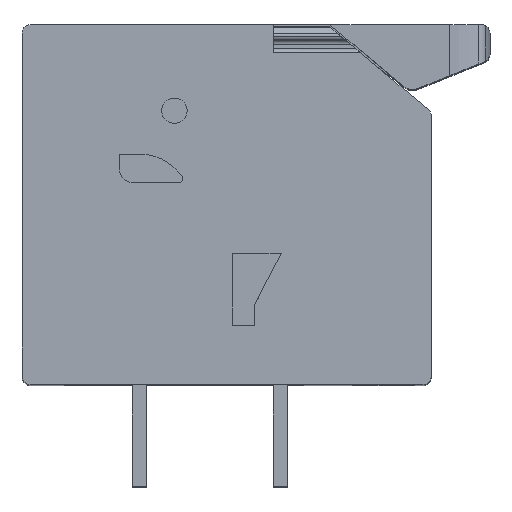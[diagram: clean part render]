
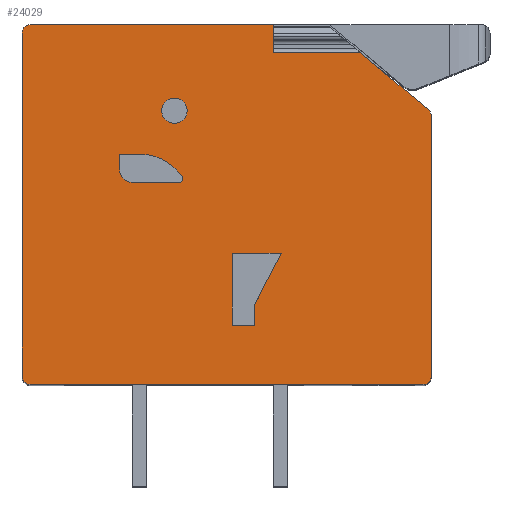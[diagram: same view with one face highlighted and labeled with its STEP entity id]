
A CAD part, top view. The second image highlights one B-rep face of the part: STEP entity #24029.
In plain terms, the highlighted planar face has unit normal (0, 0, 1).
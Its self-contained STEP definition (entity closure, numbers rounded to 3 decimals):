
#555=CIRCLE('',#24994,1.6);
#556=CIRCLE('',#24995,0.15);
#557=CIRCLE('',#24996,0.5);
#558=CIRCLE('',#24997,0.45);
#559=CIRCLE('',#24998,0.3);
#560=CIRCLE('',#24999,0.3);
#561=CIRCLE('',#25000,0.3);
#562=CIRCLE('',#25001,0.3);
#1160=ORIENTED_EDGE('',*,*,#6484,.F.);
#1161=ORIENTED_EDGE('',*,*,#6485,.F.);
#1162=ORIENTED_EDGE('',*,*,#6486,.F.);
#1163=ORIENTED_EDGE('',*,*,#6487,.F.);
#1164=ORIENTED_EDGE('',*,*,#6488,.F.);
#1165=ORIENTED_EDGE('',*,*,#6489,.F.);
#1166=ORIENTED_EDGE('',*,*,#6490,.F.);
#1167=ORIENTED_EDGE('',*,*,#6491,.F.);
#1168=ORIENTED_EDGE('',*,*,#6492,.F.);
#1169=ORIENTED_EDGE('',*,*,#6493,.T.);
#1170=ORIENTED_EDGE('',*,*,#6494,.T.);
#1171=ORIENTED_EDGE('',*,*,#6495,.T.);
#1172=ORIENTED_EDGE('',*,*,#6496,.F.);
#1173=ORIENTED_EDGE('',*,*,#6497,.T.);
#1174=ORIENTED_EDGE('',*,*,#6498,.T.);
#1175=ORIENTED_EDGE('',*,*,#6499,.T.);
#1176=ORIENTED_EDGE('',*,*,#6500,.T.);
#1177=ORIENTED_EDGE('',*,*,#6501,.T.);
#1178=ORIENTED_EDGE('',*,*,#6502,.T.);
#1179=ORIENTED_EDGE('',*,*,#6503,.T.);
#1180=ORIENTED_EDGE('',*,*,#6504,.T.);
#1181=ORIENTED_EDGE('',*,*,#6505,.T.);
#1182=ORIENTED_EDGE('',*,*,#6506,.T.);
#1183=ORIENTED_EDGE('',*,*,#6507,.F.);
#1184=ORIENTED_EDGE('',*,*,#6508,.F.);
#1185=ORIENTED_EDGE('',*,*,#6509,.F.);
#1186=ORIENTED_EDGE('',*,*,#6510,.F.);
#1187=ORIENTED_EDGE('',*,*,#6511,.F.);
#6484=EDGE_CURVE('',#9146,#9147,#10906,.T.);
#6485=EDGE_CURVE('',#9148,#9146,#10907,.T.);
#6486=EDGE_CURVE('',#9149,#9148,#555,.T.);
#6487=EDGE_CURVE('',#9150,#9149,#10908,.T.);
#6488=EDGE_CURVE('',#9151,#9150,#556,.T.);
#6489=EDGE_CURVE('',#9152,#9151,#10909,.T.);
#6490=EDGE_CURVE('',#9147,#9152,#557,.T.);
#6491=EDGE_CURVE('',#9153,#9153,#558,.T.);
#6492=EDGE_CURVE('',#9154,#9155,#10910,.T.);
#6493=EDGE_CURVE('',#9154,#9156,#10911,.T.);
#6494=EDGE_CURVE('',#9156,#9157,#10912,.T.);
#6495=EDGE_CURVE('',#9157,#9158,#10913,.T.);
#6496=EDGE_CURVE('',#9159,#9158,#10914,.T.);
#6497=EDGE_CURVE('',#9159,#9160,#10915,.T.);
#6498=EDGE_CURVE('',#9160,#9161,#10916,.T.);
#6499=EDGE_CURVE('',#9161,#9162,#559,.T.);
#6500=EDGE_CURVE('',#9162,#9163,#10917,.T.);
#6501=EDGE_CURVE('',#9163,#9164,#560,.T.);
#6502=EDGE_CURVE('',#9164,#9165,#10918,.T.);
#6503=EDGE_CURVE('',#9165,#9166,#561,.T.);
#6504=EDGE_CURVE('',#9166,#9167,#10919,.T.);
#6505=EDGE_CURVE('',#9167,#9168,#562,.T.);
#6506=EDGE_CURVE('',#9168,#9155,#10920,.T.);
#6507=EDGE_CURVE('',#9169,#9170,#10921,.T.);
#6508=EDGE_CURVE('',#9171,#9169,#10922,.T.);
#6509=EDGE_CURVE('',#9172,#9171,#10923,.T.);
#6510=EDGE_CURVE('',#9173,#9172,#10924,.T.);
#6511=EDGE_CURVE('',#9170,#9173,#10925,.T.);
#9146=VERTEX_POINT('',#31894);
#9147=VERTEX_POINT('',#31895);
#9148=VERTEX_POINT('',#31897);
#9149=VERTEX_POINT('',#31899);
#9150=VERTEX_POINT('',#31901);
#9151=VERTEX_POINT('',#31903);
#9152=VERTEX_POINT('',#31905);
#9153=VERTEX_POINT('',#31908);
#9154=VERTEX_POINT('',#31910);
#9155=VERTEX_POINT('',#31911);
#9156=VERTEX_POINT('',#31913);
#9157=VERTEX_POINT('',#31915);
#9158=VERTEX_POINT('',#31917);
#9159=VERTEX_POINT('',#31919);
#9160=VERTEX_POINT('',#31921);
#9161=VERTEX_POINT('',#31923);
#9162=VERTEX_POINT('',#31925);
#9163=VERTEX_POINT('',#31927);
#9164=VERTEX_POINT('',#31929);
#9165=VERTEX_POINT('',#31931);
#9166=VERTEX_POINT('',#31933);
#9167=VERTEX_POINT('',#31935);
#9168=VERTEX_POINT('',#31937);
#9169=VERTEX_POINT('',#31940);
#9170=VERTEX_POINT('',#31941);
#9171=VERTEX_POINT('',#31943);
#9172=VERTEX_POINT('',#31945);
#9173=VERTEX_POINT('',#31947);
#10906=LINE('',#31893,#12804);
#10907=LINE('',#31896,#12805);
#10908=LINE('',#31900,#12806);
#10909=LINE('',#31904,#12807);
#10910=LINE('',#31909,#12808);
#10911=LINE('',#31912,#12809);
#10912=LINE('',#31914,#12810);
#10913=LINE('',#31916,#12811);
#10914=LINE('',#31918,#12812);
#10915=LINE('',#31920,#12813);
#10916=LINE('',#31922,#12814);
#10917=LINE('',#31926,#12815);
#10918=LINE('',#31930,#12816);
#10919=LINE('',#31934,#12817);
#10920=LINE('',#31938,#12818);
#10921=LINE('',#31939,#12819);
#10922=LINE('',#31942,#12820);
#10923=LINE('',#31944,#12821);
#10924=LINE('',#31946,#12822);
#10925=LINE('',#31948,#12823);
#12804=VECTOR('',#26663,1000.);
#12805=VECTOR('',#26664,1000.);
#12806=VECTOR('',#26667,1000.);
#12807=VECTOR('',#26670,1000.);
#12808=VECTOR('',#26675,1000.);
#12809=VECTOR('',#26676,1000.);
#12810=VECTOR('',#26677,1000.);
#12811=VECTOR('',#26678,1000.);
#12812=VECTOR('',#26679,1000.);
#12813=VECTOR('',#26680,1000.);
#12814=VECTOR('',#26681,1000.);
#12815=VECTOR('',#26684,1000.);
#12816=VECTOR('',#26687,1000.);
#12817=VECTOR('',#26690,1000.);
#12818=VECTOR('',#26693,1000.);
#12819=VECTOR('',#26694,1000.);
#12820=VECTOR('',#26695,1000.);
#12821=VECTOR('',#26696,1000.);
#12822=VECTOR('',#26697,1000.);
#12823=VECTOR('',#26698,1000.);
#14702=EDGE_LOOP('',(#1160,#1161,#1162,#1163,#1164,#1165,#1166));
#14703=EDGE_LOOP('',(#1167));
#14704=EDGE_LOOP('',(#1168,#1169,#1170,#1171,#1172,#1173,#1174,#1175,#1176,
#1177,#1178,#1179,#1180,#1181,#1182));
#14705=EDGE_LOOP('',(#1183,#1184,#1185,#1186,#1187));
#15716=FACE_BOUND('',#14702,.T.);
#15717=FACE_BOUND('',#14703,.T.);
#15718=FACE_BOUND('',#14704,.T.);
#15719=FACE_BOUND('',#14705,.T.);
#16730=PLANE('',#24993);
#24029=ADVANCED_FACE('',(#15716,#15717,#15718,#15719),#16730,.T.);
#24993=AXIS2_PLACEMENT_3D('',#31892,#26661,#26662);
#24994=AXIS2_PLACEMENT_3D('',#31898,#26665,#26666);
#24995=AXIS2_PLACEMENT_3D('',#31902,#26668,#26669);
#24996=AXIS2_PLACEMENT_3D('',#31906,#26671,#26672);
#24997=AXIS2_PLACEMENT_3D('',#31907,#26673,#26674);
#24998=AXIS2_PLACEMENT_3D('',#31924,#26682,#26683);
#24999=AXIS2_PLACEMENT_3D('',#31928,#26685,#26686);
#25000=AXIS2_PLACEMENT_3D('',#31932,#26688,#26689);
#25001=AXIS2_PLACEMENT_3D('',#31936,#26691,#26692);
#26661=DIRECTION('',(0.,0.,1.));
#26662=DIRECTION('',(1.,0.,0.));
#26663=DIRECTION('',(0.,-1.,0.));
#26664=DIRECTION('',(-1.,0.,0.));
#26665=DIRECTION('',(0.,0.,1.));
#26666=DIRECTION('',(1.,0.,0.));
#26667=DIRECTION('',(-0.707,0.707,0.));
#26668=DIRECTION('',(0.,0.,1.));
#26669=DIRECTION('',(1.,0.,0.));
#26670=DIRECTION('',(1.,0.,0.));
#26671=DIRECTION('',(0.,0.,1.));
#26672=DIRECTION('',(1.,0.,0.));
#26673=DIRECTION('',(0.,0.,1.));
#26674=DIRECTION('',(1.,0.,0.));
#26675=DIRECTION('',(1.,0.,0.));
#26676=DIRECTION('',(0.,1.,0.));
#26677=DIRECTION('',(1.,0.,0.));
#26678=DIRECTION('',(-0.766,0.643,0.));
#26679=DIRECTION('',(1.,0.,0.));
#26680=DIRECTION('',(0.,1.,0.));
#26681=DIRECTION('',(-1.,0.,0.));
#26682=DIRECTION('',(0.,0.,1.));
#26683=DIRECTION('',(1.,0.,0.));
#26684=DIRECTION('',(0.,-1.,0.));
#26685=DIRECTION('',(0.,0.,1.));
#26686=DIRECTION('',(1.,0.,0.));
#26687=DIRECTION('',(1.,0.,0.));
#26688=DIRECTION('',(0.,0.,1.));
#26689=DIRECTION('',(1.,0.,0.));
#26690=DIRECTION('',(0.,1.,0.));
#26691=DIRECTION('',(0.,0.,1.));
#26692=DIRECTION('',(1.,0.,0.));
#26693=DIRECTION('',(-0.766,0.643,0.));
#26694=DIRECTION('',(0.,-1.,0.));
#26695=DIRECTION('',(-1.,0.,0.));
#26696=DIRECTION('',(0.461,0.888,0.));
#26697=DIRECTION('',(0.,1.,0.));
#26698=DIRECTION('',(1.,0.,0.));
#31892=CARTESIAN_POINT('',(-8.85,0.3,24.5));
#31893=CARTESIAN_POINT('',(-5.7,8.15,24.5));
#31894=CARTESIAN_POINT('',(-5.7,8.15,24.5));
#31895=CARTESIAN_POINT('',(-5.7,7.65,24.5));
#31896=CARTESIAN_POINT('',(-4.9,8.15,24.5));
#31897=CARTESIAN_POINT('',(-4.9,8.15,24.5));
#31898=CARTESIAN_POINT('',(-4.9,6.55,24.5));
#31899=CARTESIAN_POINT('',(-3.768,7.681,24.5));
#31900=CARTESIAN_POINT('',(-3.493,7.406,24.5));
#31901=CARTESIAN_POINT('',(-3.493,7.406,24.5));
#31902=CARTESIAN_POINT('',(-3.599,7.3,24.5));
#31903=CARTESIAN_POINT('',(-3.599,7.15,24.5));
#31904=CARTESIAN_POINT('',(-5.2,7.15,24.5));
#31905=CARTESIAN_POINT('',(-5.2,7.15,24.5));
#31906=CARTESIAN_POINT('',(-5.2,7.65,24.5));
#31907=CARTESIAN_POINT('',(-3.75,9.7,24.5));
#31908=CARTESIAN_POINT('',(-3.3,9.7,24.5));
#31909=CARTESIAN_POINT('',(-8.85,11.75,24.5));
#31910=CARTESIAN_POINT('',(-0.25,11.75,24.5));
#31911=CARTESIAN_POINT('',(2.847,11.75,24.5));
#31912=CARTESIAN_POINT('',(-0.25,0.3,24.5));
#31913=CARTESIAN_POINT('',(-0.25,12.343,24.5));
#31914=CARTESIAN_POINT('',(-0.25,12.343,24.5));
#31915=CARTESIAN_POINT('',(2.141,12.343,24.5));
#31916=CARTESIAN_POINT('',(5.243,9.74,24.5));
#31917=CARTESIAN_POINT('',(2.137,12.346,24.5));
#31918=CARTESIAN_POINT('',(-0.25,12.346,24.5));
#31919=CARTESIAN_POINT('',(-0.25,12.346,24.5));
#31920=CARTESIAN_POINT('',(-0.25,0.3,24.5));
#31921=CARTESIAN_POINT('',(-0.25,12.75,24.5));
#31922=CARTESIAN_POINT('',(1.656,12.75,24.5));
#31923=CARTESIAN_POINT('',(-8.85,12.75,24.5));
#31924=CARTESIAN_POINT('',(-8.85,12.45,24.5));
#31925=CARTESIAN_POINT('',(-9.15,12.45,24.5));
#31926=CARTESIAN_POINT('',(-9.15,12.45,24.5));
#31927=CARTESIAN_POINT('',(-9.15,0.3,24.5));
#31928=CARTESIAN_POINT('',(-8.85,0.3,24.5));
#31929=CARTESIAN_POINT('',(-8.85,0.,24.5));
#31930=CARTESIAN_POINT('',(-8.85,0.,24.5));
#31931=CARTESIAN_POINT('',(5.05,0.,24.5));
#31932=CARTESIAN_POINT('',(5.05,0.3,24.5));
#31933=CARTESIAN_POINT('',(5.35,0.3,24.5));
#31934=CARTESIAN_POINT('',(5.35,0.3,24.5));
#31935=CARTESIAN_POINT('',(5.35,9.51,24.5));
#31936=CARTESIAN_POINT('',(5.05,9.51,24.5));
#31937=CARTESIAN_POINT('',(5.243,9.74,24.5));
#31938=CARTESIAN_POINT('',(5.243,9.74,24.5));
#31939=CARTESIAN_POINT('',(-1.7,4.65,24.5));
#31940=CARTESIAN_POINT('',(-1.7,4.65,24.5));
#31941=CARTESIAN_POINT('',(-1.7,2.1,24.5));
#31942=CARTESIAN_POINT('',(0.034,4.65,24.5));
#31943=CARTESIAN_POINT('',(0.034,4.65,24.5));
#31944=CARTESIAN_POINT('',(-0.9,2.85,24.5));
#31945=CARTESIAN_POINT('',(-0.9,2.85,24.5));
#31946=CARTESIAN_POINT('',(-0.9,2.1,24.5));
#31947=CARTESIAN_POINT('',(-0.9,2.1,24.5));
#31948=CARTESIAN_POINT('',(-1.7,2.1,24.5));
